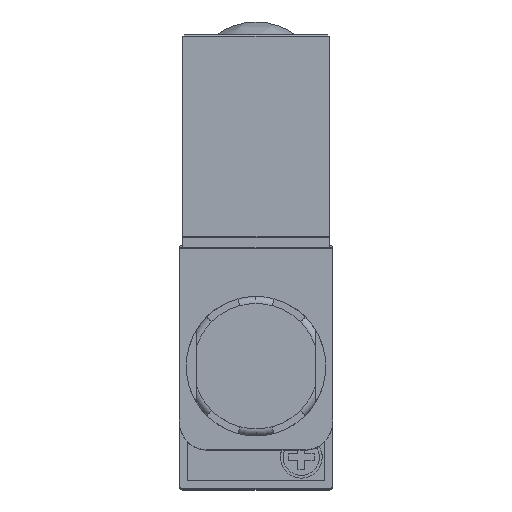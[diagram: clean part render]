
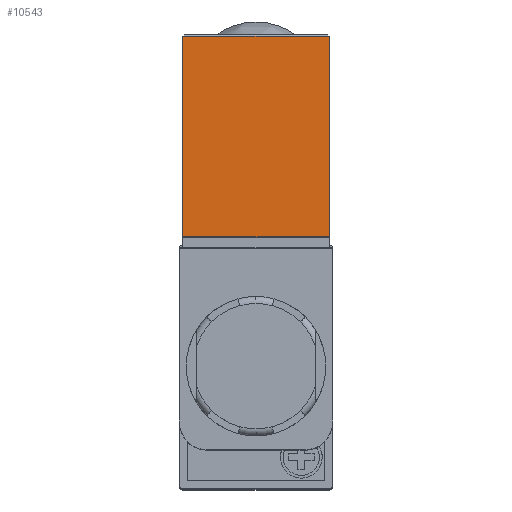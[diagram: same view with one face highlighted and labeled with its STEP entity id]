
A CAD part, top view. The second image highlights one B-rep face of the part: STEP entity #10543.
In plain terms, the highlighted planar face has unit normal (0, 0, 1).
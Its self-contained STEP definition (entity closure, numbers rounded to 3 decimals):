
#729 = EDGE_CURVE ( 'NONE', #2098, #10866, #3082, .T. ) ;
#1038 = DIRECTION ( 'NONE',  ( -1., 0., 0. ) ) ;
#1089 = PLANE ( 'NONE',  #6229 ) ;
#1313 = CARTESIAN_POINT ( 'NONE',  ( -10.5, 18.55, 72.95 ) ) ;
#1347 = CARTESIAN_POINT ( 'NONE',  ( -10.5, 18.55, 72.95 ) ) ;
#1470 = DIRECTION ( 'NONE',  ( -1., 0., 0. ) ) ;
#1490 = DIRECTION ( 'NONE',  ( 0., -1., 0. ) ) ;
#2098 = VERTEX_POINT ( 'NONE', #9496 ) ;
#2188 = DIRECTION ( 'NONE',  ( 1., 0., 0. ) ) ;
#3082 = LINE ( 'NONE', #6048, #12723 ) ;
#3181 = CARTESIAN_POINT ( 'NONE',  ( 10.5, 47.35, 72.95 ) ) ;
#3672 = VERTEX_POINT ( 'NONE', #4649 ) ;
#4649 = CARTESIAN_POINT ( 'NONE',  ( 10.5, 18.55, 72.95 ) ) ;
#4785 = CARTESIAN_POINT ( 'NONE',  ( -10.5, 47.55, 72.95 ) ) ;
#4786 = CARTESIAN_POINT ( 'NONE',  ( -10.5, 47.35, 72.95 ) ) ;
#4986 = EDGE_CURVE ( 'NONE', #3672, #2098, #13292, .T. ) ;
#5148 = CARTESIAN_POINT ( 'NONE',  ( -10.4, 18.55, 72.95 ) ) ;
#5589 = EDGE_LOOP ( 'NONE', ( #6443, #9468, #9835, #12847, #9580, #6898 ) ) ;
#5908 = DIRECTION ( 'NONE',  ( -1., 0., 0. ) ) ;
#5957 = VECTOR ( 'NONE', #13200, 1000. ) ;
#6048 = CARTESIAN_POINT ( 'NONE',  ( 0., 18.55, 72.95 ) ) ;
#6229 = AXIS2_PLACEMENT_3D ( 'NONE', #11030, #8781, #2188 ) ;
#6443 = ORIENTED_EDGE ( 'NONE', *, *, #11497, .T. ) ;
#6753 = VECTOR ( 'NONE', #8087, 1000. ) ;
#6886 = CARTESIAN_POINT ( 'NONE',  ( -10.5, 18.55, 72.95 ) ) ;
#6898 = ORIENTED_EDGE ( 'NONE', *, *, #10000, .F. ) ;
#7523 = CARTESIAN_POINT ( 'NONE',  ( -10.5, 47.35, 72.95 ) ) ;
#7592 = VECTOR ( 'NONE', #1038, 1000. ) ;
#7978 = LINE ( 'NONE', #6886, #13325 ) ;
#8087 = DIRECTION ( 'NONE',  ( 0., -1., 0. ) ) ;
#8549 = EDGE_CURVE ( 'NONE', #10866, #11395, #7978, .T. ) ;
#8781 = DIRECTION ( 'NONE',  ( 0., 0., -1. ) ) ;
#9183 = CARTESIAN_POINT ( 'NONE',  ( 10.5, 47.55, 72.95 ) ) ;
#9427 = EDGE_CURVE ( 'NONE', #14093, #3672, #12586, .T. ) ;
#9468 = ORIENTED_EDGE ( 'NONE', *, *, #8549, .F. ) ;
#9496 = CARTESIAN_POINT ( 'NONE',  ( 10.4, 18.55, 72.95 ) ) ;
#9580 = ORIENTED_EDGE ( 'NONE', *, *, #9427, .F. ) ;
#9835 = ORIENTED_EDGE ( 'NONE', *, *, #729, .F. ) ;
#9925 = VECTOR ( 'NONE', #1490, 1000. ) ;
#10000 = EDGE_CURVE ( 'NONE', #10294, #14093, #11954, .T. ) ;
#10146 = LINE ( 'NONE', #4785, #6753 ) ;
#10294 = VERTEX_POINT ( 'NONE', #4786 ) ;
#10543 = ADVANCED_FACE ( 'NONE', ( #12305 ), #1089, .F. ) ;
#10866 = VERTEX_POINT ( 'NONE', #5148 ) ;
#11030 = CARTESIAN_POINT ( 'NONE',  ( -10.5, 47.55, 72.95 ) ) ;
#11395 = VERTEX_POINT ( 'NONE', #1347 ) ;
#11497 = EDGE_CURVE ( 'NONE', #10294, #11395, #10146, .T. ) ;
#11954 = LINE ( 'NONE', #7523, #5957 ) ;
#12305 = FACE_OUTER_BOUND ( 'NONE', #5589, .T. ) ;
#12586 = LINE ( 'NONE', #9183, #9925 ) ;
#12723 = VECTOR ( 'NONE', #5908, 1000. ) ;
#12847 = ORIENTED_EDGE ( 'NONE', *, *, #4986, .F. ) ;
#13200 = DIRECTION ( 'NONE',  ( 1., 0., 0. ) ) ;
#13292 = LINE ( 'NONE', #1313, #7592 ) ;
#13325 = VECTOR ( 'NONE', #1470, 1000. ) ;
#14093 = VERTEX_POINT ( 'NONE', #3181 ) ;
